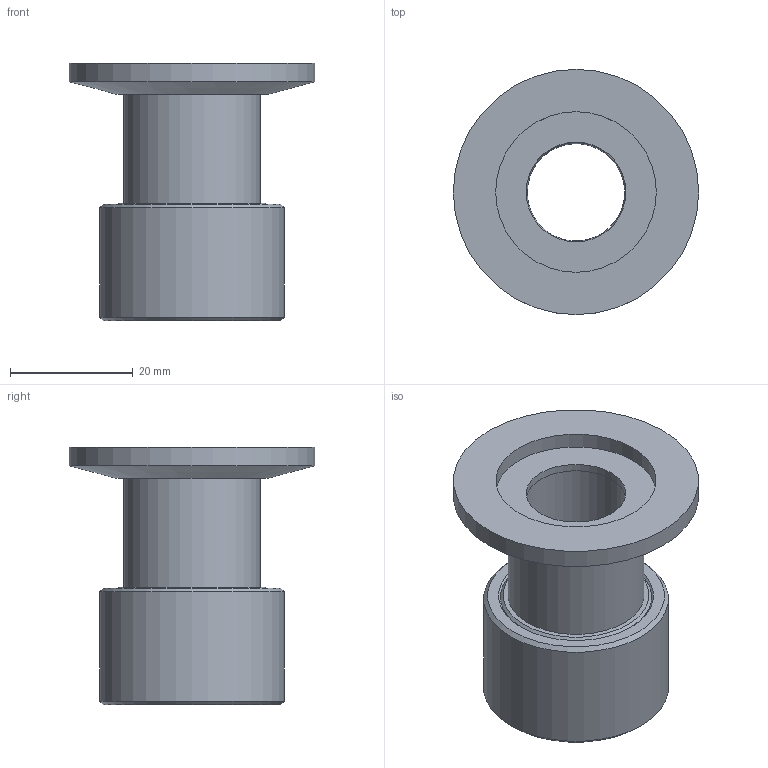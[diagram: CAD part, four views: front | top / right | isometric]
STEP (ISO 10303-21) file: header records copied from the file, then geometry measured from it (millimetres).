
FILE_DESCRIPTION(/* description */ (''),/* implementation_level */ '2;1');
FILE_NAME(/* name */ '1000006a.stp',/* time_stamp */ '2019-09-09T11:08:06-04:00',/* author */ ('Dale_K'),/* organization */ (''),/* preprocessor_version */ 'ST-DEVELOPER v16.13',/* originating_system */ 'Autodesk Inventor 2018',/* authorisation */ '');
FILE_SCHEMA (('AUTOMOTIVE_DESIGN { 1 0 10303 214 3 1 1 }'));
Length unit declared in the file: inch
Products named in the file (1): 1000006_Shrinkwrap_1
Bounding box: 40.01 x 40.01 x 42.04 mm (x, y, z)
Volume: 16485.1 mm3; surface area: 8476 mm2
Topology: 1 solids, 1 shells, 23 faces, 43 edges, 27 vertices
Faces by surface type: cylinder 9, plane 7, cone 5, torus 2
Full cylindrical faces by diameter (mm): 15.875 x1, 16.256 x4, 22.225 x1, 26.187 x1, 30.15 x1, 40.005 x1
Entity records: 570 total; most frequent: DIRECTION 96, CARTESIAN_POINT 72, ORIENTED_EDGE 48, AXIS2_PLACEMENT_3D 48, EDGE_LOOP 46, CIRCLE 24, VERTEX_POINT 24, EDGE_CURVE 24
